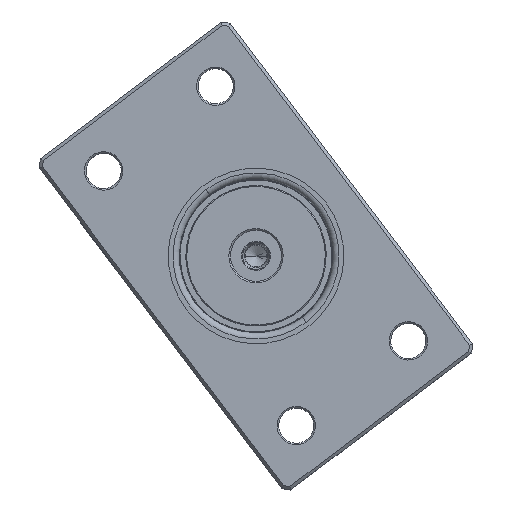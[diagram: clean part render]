
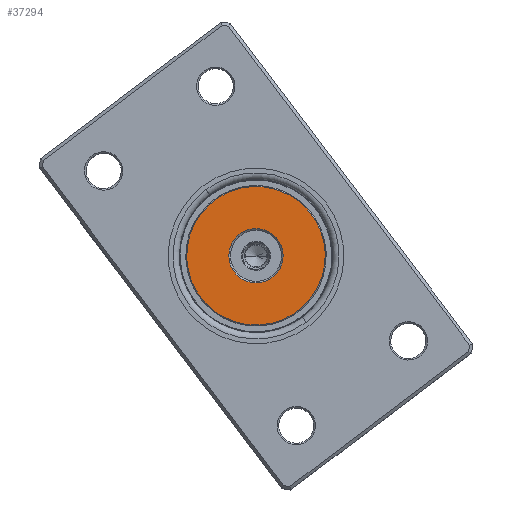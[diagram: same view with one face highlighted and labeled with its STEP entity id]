
A CAD part, top view. The second image highlights one B-rep face of the part: STEP entity #37294.
In plain terms, the highlighted face is planar.
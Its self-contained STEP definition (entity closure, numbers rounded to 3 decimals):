
#985 = CARTESIAN_POINT ( 'NONE',  ( -21.7, 0., 0. ) ) ;
#1422 = ORIENTED_EDGE ( 'NONE', *, *, #11139, .T. ) ;
#1461 = CARTESIAN_POINT ( 'NONE',  ( -8.5, 0., 0. ) ) ;
#2567 = DIRECTION ( 'NONE',  ( 0., 0., 1. ) ) ;
#3556 = CIRCLE ( 'NONE', #38395, 21.7 ) ;
#5353 = CARTESIAN_POINT ( 'NONE',  ( 0., 0., 0. ) ) ;
#7086 = AXIS2_PLACEMENT_3D ( 'NONE', #25564, #2567, #25239 ) ;
#7785 = EDGE_CURVE ( 'NONE', #47579, #9258, #27831, .T. ) ;
#9135 = AXIS2_PLACEMENT_3D ( 'NONE', #47890, #39952, #9331 ) ;
#9194 = DIRECTION ( 'NONE',  ( 0., 0., 1. ) ) ;
#9258 = VERTEX_POINT ( 'NONE', #13695 ) ;
#9317 = VERTEX_POINT ( 'NONE', #14999 ) ;
#9331 = DIRECTION ( 'NONE',  ( 1., 0., 0. ) ) ;
#11139 = EDGE_CURVE ( 'NONE', #9258, #47579, #37983, .T. ) ;
#13695 = CARTESIAN_POINT ( 'NONE',  ( 8.5, 0., 0. ) ) ;
#14999 = CARTESIAN_POINT ( 'NONE',  ( 21.7, 0., 0. ) ) ;
#15066 = EDGE_CURVE ( 'NONE', #9317, #23123, #3556, .T. ) ;
#15274 = CIRCLE ( 'NONE', #35610, 21.7 ) ;
#16103 = FACE_OUTER_BOUND ( 'NONE', #41336, .T. ) ;
#19986 = DIRECTION ( 'NONE',  ( 1., 0., 0. ) ) ;
#20158 = CARTESIAN_POINT ( 'NONE',  ( 0., 0., 0. ) ) ;
#20263 = DIRECTION ( 'NONE',  ( 1., 0., 0. ) ) ;
#21448 = DIRECTION ( 'NONE',  ( 0., 0., -1. ) ) ;
#22970 = PLANE ( 'NONE',  #28749 ) ;
#23123 = VERTEX_POINT ( 'NONE', #985 ) ;
#23694 = DIRECTION ( 'NONE',  ( 0., 0., -1. ) ) ;
#24690 = ORIENTED_EDGE ( 'NONE', *, *, #44197, .T. ) ;
#25239 = DIRECTION ( 'NONE',  ( 1., 0., 0. ) ) ;
#25564 = CARTESIAN_POINT ( 'NONE',  ( 0., 0., 0. ) ) ;
#27831 = CIRCLE ( 'NONE', #9135, 8.5 ) ;
#28749 = AXIS2_PLACEMENT_3D ( 'NONE', #5353, #9194, #20263 ) ;
#30539 = FACE_BOUND ( 'NONE', #44033, .T. ) ;
#33746 = DIRECTION ( 'NONE',  ( 1., 0., 0. ) ) ;
#34315 = ORIENTED_EDGE ( 'NONE', *, *, #7785, .T. ) ;
#35610 = AXIS2_PLACEMENT_3D ( 'NONE', #20158, #23694, #19986 ) ;
#37294 = ADVANCED_FACE ( 'NONE', ( #16103, #30539 ), #22970, .F. ) ;
#37983 = CIRCLE ( 'NONE', #7086, 8.5 ) ;
#38395 = AXIS2_PLACEMENT_3D ( 'NONE', #40993, #21448, #33746 ) ;
#39952 = DIRECTION ( 'NONE',  ( 0., 0., 1. ) ) ;
#40993 = CARTESIAN_POINT ( 'NONE',  ( 0., 0., 0. ) ) ;
#41336 = EDGE_LOOP ( 'NONE', ( #43579, #24690 ) ) ;
#43579 = ORIENTED_EDGE ( 'NONE', *, *, #15066, .T. ) ;
#44033 = EDGE_LOOP ( 'NONE', ( #34315, #1422 ) ) ;
#44197 = EDGE_CURVE ( 'NONE', #23123, #9317, #15274, .T. ) ;
#47579 = VERTEX_POINT ( 'NONE', #1461 ) ;
#47890 = CARTESIAN_POINT ( 'NONE',  ( 0., 0., 0. ) ) ;
